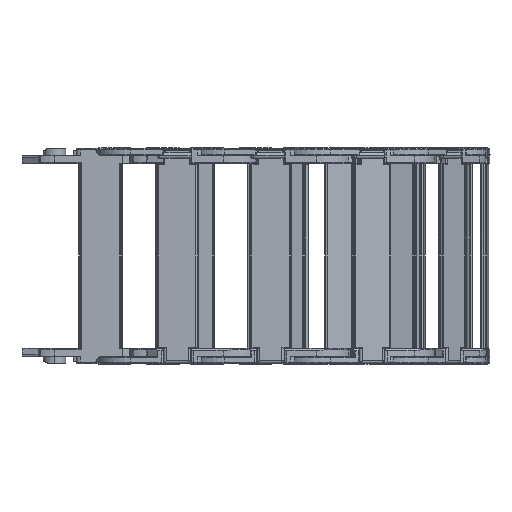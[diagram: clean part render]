
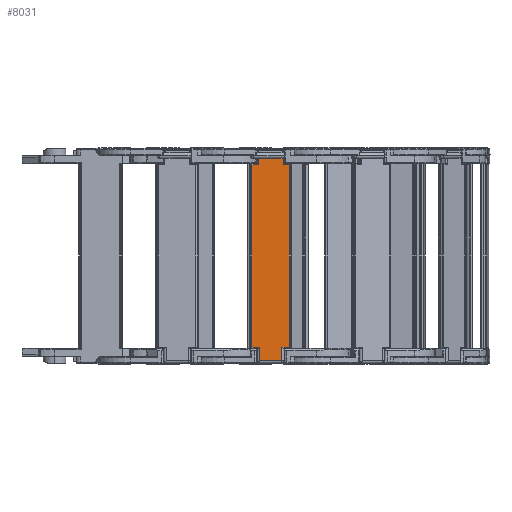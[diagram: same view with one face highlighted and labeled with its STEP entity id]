
A CAD part, front view. The second image highlights one B-rep face of the part: STEP entity #8031.
In plain terms, the highlighted face is planar.
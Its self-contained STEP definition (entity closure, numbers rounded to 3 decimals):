
#105 = ORIENTED_EDGE ( 'NONE', *, *, #342, .F. ) ;
#342 = EDGE_CURVE ( 'NONE', #12858, #8093, #5770, .T. ) ;
#448 = EDGE_CURVE ( 'NONE', #11730, #11709, #17342, .T. ) ;
#482 = VERTEX_POINT ( 'NONE', #1465 ) ;
#745 = CARTESIAN_POINT ( 'NONE',  ( 453.855, 93.451, 611.869 ) ) ;
#825 = DIRECTION ( 'NONE',  ( -1., 0., 0. ) ) ;
#848 = VERTEX_POINT ( 'NONE', #4138 ) ;
#864 = CARTESIAN_POINT ( 'NONE',  ( 437.679, 93.451, 611.869 ) ) ;
#875 = CARTESIAN_POINT ( 'NONE',  ( 425.879, 93.451, 611.869 ) ) ;
#877 = LINE ( 'NONE', #745, #4505 ) ;
#1080 = EDGE_LOOP ( 'NONE', ( #7318, #3067, #16595, #105, #5238, #18751, #13737, #15105, #11925, #14362, #1292, #18451 ) ) ;
#1140 = DIRECTION ( 'NONE',  ( -1., 0., 0. ) ) ;
#1198 = CARTESIAN_POINT ( 'NONE',  ( 440.417, 93.451, 565.901 ) ) ;
#1292 = ORIENTED_EDGE ( 'NONE', *, *, #16680, .F. ) ;
#1465 = CARTESIAN_POINT ( 'NONE',  ( 453.855, 93.451, 568.601 ) ) ;
#1489 = LINE ( 'NONE', #5121, #4429 ) ;
#1923 = VECTOR ( 'NONE', #825, 1000. ) ;
#2218 = DIRECTION ( 'NONE',  ( 0., 1., 0. ) ) ;
#2231 = LINE ( 'NONE', #16147, #18309 ) ;
#2364 = EDGE_CURVE ( 'NONE', #8093, #848, #8438, .T. ) ;
#2480 = CARTESIAN_POINT ( 'NONE',  ( 437.679, 93.451, 568.601 ) ) ;
#2493 = LINE ( 'NONE', #15514, #7470 ) ;
#2663 = VERTEX_POINT ( 'NONE', #2480 ) ;
#2699 = CARTESIAN_POINT ( 'NONE',  ( 451.117, 93.451, 565.901 ) ) ;
#3067 = ORIENTED_EDGE ( 'NONE', *, *, #15126, .F. ) ;
#3346 = LINE ( 'NONE', #864, #11961 ) ;
#3974 = LINE ( 'NONE', #5265, #7829 ) ;
#3998 = DIRECTION ( 'NONE',  ( 1., 0., 0. ) ) ;
#4138 = CARTESIAN_POINT ( 'NONE',  ( 440.417, 93.451, 568.601 ) ) ;
#4429 = VECTOR ( 'NONE', #11088, 1000. ) ;
#4447 = VERTEX_POINT ( 'NONE', #8097 ) ;
#4505 = VECTOR ( 'NONE', #7910, 1000. ) ;
#5003 = EDGE_CURVE ( 'NONE', #11709, #12058, #7660, .T. ) ;
#5121 = CARTESIAN_POINT ( 'NONE',  ( 425.879, 93.451, 647.596 ) ) ;
#5238 = ORIENTED_EDGE ( 'NONE', *, *, #13947, .F. ) ;
#5265 = CARTESIAN_POINT ( 'NONE',  ( 425.879, 93.451, 568.601 ) ) ;
#5525 = DIRECTION ( 'NONE',  ( -1., 0., 0. ) ) ;
#5620 = CARTESIAN_POINT ( 'NONE',  ( 440.922, 93.451, 624.346 ) ) ;
#5672 = EDGE_CURVE ( 'NONE', #2663, #4447, #3346, .T. ) ;
#5770 = LINE ( 'NONE', #12528, #1923 ) ;
#6084 = CARTESIAN_POINT ( 'NONE',  ( 440.417, 93.451, 591.851 ) ) ;
#6953 = DIRECTION ( 'NONE',  ( 0., 0., -1. ) ) ;
#6979 = EDGE_CURVE ( 'NONE', #9540, #482, #877, .T. ) ;
#7234 = EDGE_CURVE ( 'NONE', #12058, #9540, #2231, .T. ) ;
#7318 = ORIENTED_EDGE ( 'NONE', *, *, #5672, .F. ) ;
#7418 = FACE_OUTER_BOUND ( 'NONE', #1080, .T. ) ;
#7459 = DIRECTION ( 'NONE',  ( 1., 0., 0. ) ) ;
#7470 = VECTOR ( 'NONE', #14167, 1000. ) ;
#7660 = LINE ( 'NONE', #8202, #12864 ) ;
#7829 = VECTOR ( 'NONE', #5525, 1000. ) ;
#7910 = DIRECTION ( 'NONE',  ( 0., 0., -1. ) ) ;
#7977 = LINE ( 'NONE', #13916, #8444 ) ;
#8031 = ADVANCED_FACE ( 'NONE', ( #7418 ), #10911, .F. ) ;
#8053 = VERTEX_POINT ( 'NONE', #15322 ) ;
#8093 = VERTEX_POINT ( 'NONE', #1198 ) ;
#8097 = CARTESIAN_POINT ( 'NONE',  ( 437.679, 93.451, 647.596 ) ) ;
#8202 = CARTESIAN_POINT ( 'NONE',  ( 450.612, 93.451, 624.346 ) ) ;
#8438 = LINE ( 'NONE', #6084, #15458 ) ;
#8444 = VECTOR ( 'NONE', #1140, 1000. ) ;
#9540 = VERTEX_POINT ( 'NONE', #11487 ) ;
#10041 = AXIS2_PLACEMENT_3D ( 'NONE', #875, #2218, #13781 ) ;
#10131 = CARTESIAN_POINT ( 'NONE',  ( 451.117, 93.451, 568.601 ) ) ;
#10902 = DIRECTION ( 'NONE',  ( 0., 0., 1. ) ) ;
#10911 = PLANE ( 'NONE',  #10041 ) ;
#11000 = VECTOR ( 'NONE', #3998, 1000. ) ;
#11088 = DIRECTION ( 'NONE',  ( 1., 0., 0. ) ) ;
#11487 = CARTESIAN_POINT ( 'NONE',  ( 453.855, 93.451, 647.596 ) ) ;
#11488 = EDGE_CURVE ( 'NONE', #482, #16749, #7977, .T. ) ;
#11681 = VECTOR ( 'NONE', #15576, 1000. ) ;
#11709 = VERTEX_POINT ( 'NONE', #15513 ) ;
#11730 = VERTEX_POINT ( 'NONE', #17168 ) ;
#11925 = ORIENTED_EDGE ( 'NONE', *, *, #5003, .F. ) ;
#11961 = VECTOR ( 'NONE', #10902, 1000. ) ;
#12007 = CARTESIAN_POINT ( 'NONE',  ( 450.612, 93.451, 647.596 ) ) ;
#12058 = VERTEX_POINT ( 'NONE', #12007 ) ;
#12113 = LINE ( 'NONE', #5620, #11681 ) ;
#12528 = CARTESIAN_POINT ( 'NONE',  ( 425.879, 93.451, 565.901 ) ) ;
#12858 = VERTEX_POINT ( 'NONE', #2699 ) ;
#12864 = VECTOR ( 'NONE', #6953, 1000. ) ;
#13247 = DIRECTION ( 'NONE',  ( 0., 0., 1. ) ) ;
#13737 = ORIENTED_EDGE ( 'NONE', *, *, #6979, .F. ) ;
#13781 = DIRECTION ( 'NONE',  ( 0., 0., 1. ) ) ;
#13916 = CARTESIAN_POINT ( 'NONE',  ( 425.879, 93.451, 568.601 ) ) ;
#13947 = EDGE_CURVE ( 'NONE', #16749, #12858, #2493, .T. ) ;
#14167 = DIRECTION ( 'NONE',  ( 0., 0., -1. ) ) ;
#14362 = ORIENTED_EDGE ( 'NONE', *, *, #448, .F. ) ;
#15105 = ORIENTED_EDGE ( 'NONE', *, *, #7234, .F. ) ;
#15126 = EDGE_CURVE ( 'NONE', #848, #2663, #3974, .T. ) ;
#15322 = CARTESIAN_POINT ( 'NONE',  ( 440.922, 93.451, 647.596 ) ) ;
#15458 = VECTOR ( 'NONE', #13247, 1000. ) ;
#15513 = CARTESIAN_POINT ( 'NONE',  ( 450.612, 93.451, 653.496 ) ) ;
#15514 = CARTESIAN_POINT ( 'NONE',  ( 451.117, 93.451, 591.851 ) ) ;
#15576 = DIRECTION ( 'NONE',  ( 0., 0., 1. ) ) ;
#15657 = CARTESIAN_POINT ( 'NONE',  ( 425.879, 93.451, 653.496 ) ) ;
#16147 = CARTESIAN_POINT ( 'NONE',  ( 425.879, 93.451, 647.596 ) ) ;
#16462 = EDGE_CURVE ( 'NONE', #4447, #8053, #1489, .T. ) ;
#16595 = ORIENTED_EDGE ( 'NONE', *, *, #2364, .F. ) ;
#16680 = EDGE_CURVE ( 'NONE', #8053, #11730, #12113, .T. ) ;
#16749 = VERTEX_POINT ( 'NONE', #10131 ) ;
#17168 = CARTESIAN_POINT ( 'NONE',  ( 440.922, 93.451, 653.496 ) ) ;
#17342 = LINE ( 'NONE', #15657, #11000 ) ;
#18309 = VECTOR ( 'NONE', #7459, 1000. ) ;
#18451 = ORIENTED_EDGE ( 'NONE', *, *, #16462, .F. ) ;
#18751 = ORIENTED_EDGE ( 'NONE', *, *, #11488, .F. ) ;
